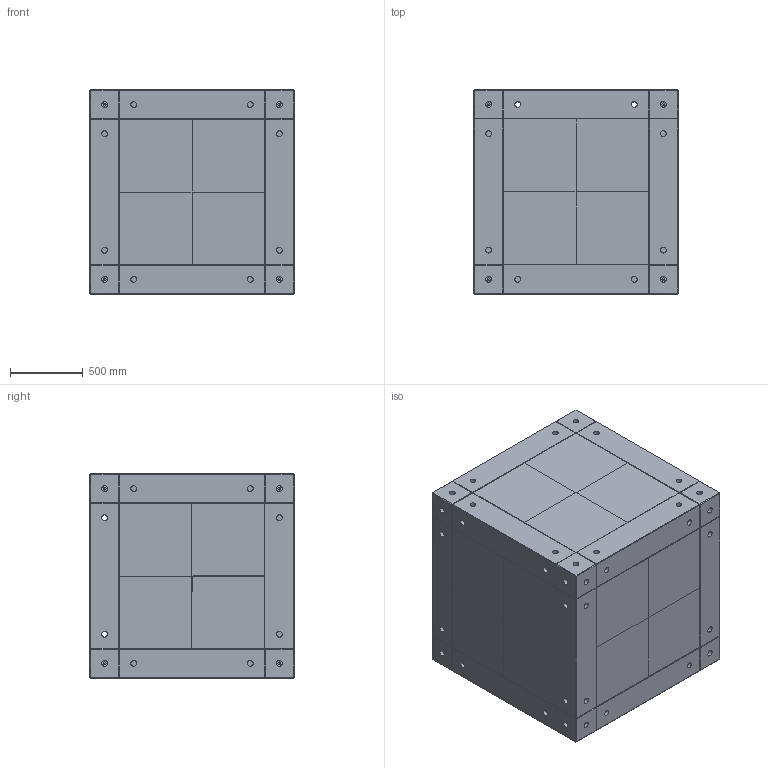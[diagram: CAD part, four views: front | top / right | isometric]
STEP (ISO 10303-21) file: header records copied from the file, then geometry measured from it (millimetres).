
FILE_DESCRIPTION(('FreeCAD Model'),'2;1');
FILE_NAME('Open CASCADE Shape Model','2022-04-12T18:37:11',('Author'),( ''),'Open CASCADE STEP processor 7.5','FreeCAD','Unknown');
FILE_SCHEMA(('AUTOMOTIVE_DESIGN { 1 0 10303 214 1 1 1 1 }'));
Products named in the file (1): SimpleAssemblyShape
Bounding box: 1400 x 1400 x 1400 mm (x, y, z)
Volume: 1217139639.2 mm3; surface area: 37832035.9 mm2
Topology: 34 solids, 40 shells, 1360 faces, 3279 edges, 1919 vertices
Faces by surface type: plane 1187, cylinder 168, cone 5
Full cylindrical faces by diameter (mm): 40 x168
Entity records: 86572 total; most frequent: CARTESIAN_POINT 19629, DIRECTION 12412, LINE 8284, VECTOR 8284, ORIENTED_EDGE 6558, PCURVE 6558, DEFINITIONAL_REPRESENTATION 6558, EDGE_CURVE 3279
